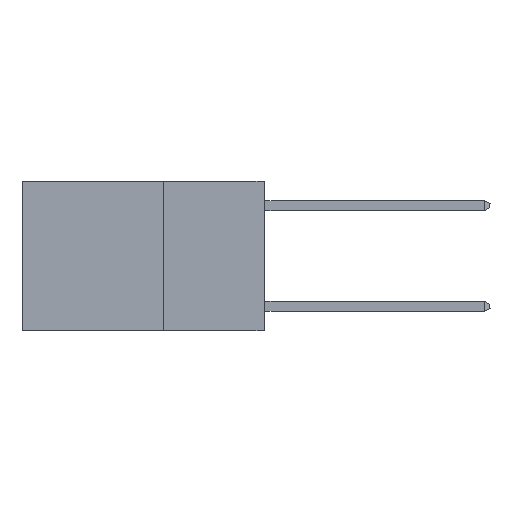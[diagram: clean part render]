
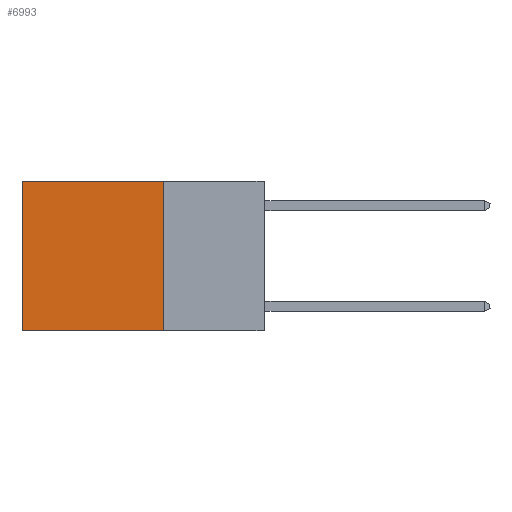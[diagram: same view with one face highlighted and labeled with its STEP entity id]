
A CAD part, left-side view. The second image highlights one B-rep face of the part: STEP entity #6993.
In plain terms, the highlighted planar face has unit normal (-1, 0, 0).
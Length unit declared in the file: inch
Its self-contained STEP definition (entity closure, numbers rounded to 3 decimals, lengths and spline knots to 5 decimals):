
#41 = ORIENTED_EDGE ( 'NONE', *, *, #182, .F. ) ;
#106 = LINE ( 'NONE', #7049, #11462 ) ;
#121 = DIRECTION ( 'NONE',  ( 1., 0., 0. ) ) ;
#182 = EDGE_CURVE ( 'NONE', #6514, #7829, #106, .T. ) ;
#371 = EDGE_CURVE ( 'NONE', #6514, #8801, #1925, .T. ) ;
#1662 = CARTESIAN_POINT ( 'NONE',  ( 0.2625, 0.6, 0. ) ) ;
#1728 = DIRECTION ( 'NONE',  ( 0., 0., -1. ) ) ;
#1925 = LINE ( 'NONE', #9937, #2547 ) ;
#2270 = VERTEX_POINT ( 'NONE', #2435 ) ;
#2391 = EDGE_CURVE ( 'NONE', #8801, #2270, #5375, .T. ) ;
#2435 = CARTESIAN_POINT ( 'NONE',  ( 0.2625, 0.6, -0.37 ) ) ;
#2547 = VECTOR ( 'NONE', #9787, 39.37008 ) ;
#3523 = ORIENTED_EDGE ( 'NONE', *, *, #2391, .T. ) ;
#3702 = LINE ( 'NONE', #11866, #4546 ) ;
#4546 = VECTOR ( 'NONE', #7252, 39.37008 ) ;
#5375 = LINE ( 'NONE', #1662, #13489 ) ;
#5588 = CARTESIAN_POINT ( 'NONE',  ( 0.2625, 0.25, 0. ) ) ;
#6208 = AXIS2_PLACEMENT_3D ( 'NONE', #5588, #121, #9129 ) ;
#6514 = VERTEX_POINT ( 'NONE', #9217 ) ;
#6993 = ADVANCED_FACE ( 'NONE', ( #13647 ), #13877, .F. ) ;
#7049 = CARTESIAN_POINT ( 'NONE',  ( 0.2625, 0.25, 0. ) ) ;
#7252 = DIRECTION ( 'NONE',  ( 0., 1., 0. ) ) ;
#7829 = VERTEX_POINT ( 'NONE', #14044 ) ;
#8801 = VERTEX_POINT ( 'NONE', #9708 ) ;
#9129 = DIRECTION ( 'NONE',  ( 0., 0., -1. ) ) ;
#9217 = CARTESIAN_POINT ( 'NONE',  ( 0.2625, 0.25, 0. ) ) ;
#9365 = EDGE_CURVE ( 'NONE', #7829, #2270, #3702, .T. ) ;
#9708 = CARTESIAN_POINT ( 'NONE',  ( 0.2625, 0.6, 0. ) ) ;
#9787 = DIRECTION ( 'NONE',  ( 0., 1., 0. ) ) ;
#9937 = CARTESIAN_POINT ( 'NONE',  ( 0.2625, 0.25, 0. ) ) ;
#11074 = ORIENTED_EDGE ( 'NONE', *, *, #371, .T. ) ;
#11462 = VECTOR ( 'NONE', #12559, 39.37008 ) ;
#11866 = CARTESIAN_POINT ( 'NONE',  ( 0.2625, 0.25, -0.37 ) ) ;
#12253 = ORIENTED_EDGE ( 'NONE', *, *, #9365, .F. ) ;
#12559 = DIRECTION ( 'NONE',  ( 0., 0., -1. ) ) ;
#13489 = VECTOR ( 'NONE', #1728, 39.37008 ) ;
#13647 = FACE_OUTER_BOUND ( 'NONE', #14053, .T. ) ;
#13877 = PLANE ( 'NONE',  #6208 ) ;
#14044 = CARTESIAN_POINT ( 'NONE',  ( 0.2625, 0.25, -0.37 ) ) ;
#14053 = EDGE_LOOP ( 'NONE', ( #3523, #12253, #41, #11074 ) ) ;
